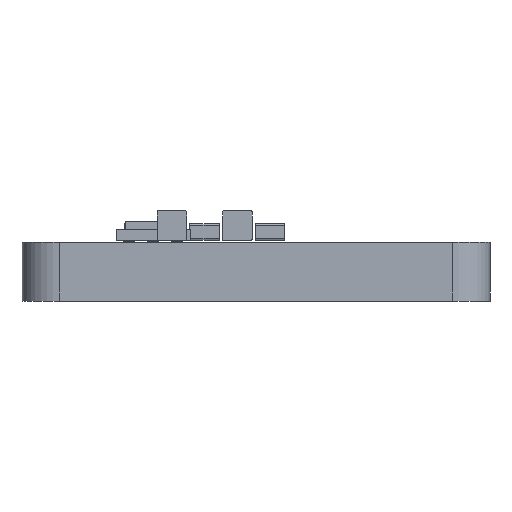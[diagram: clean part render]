
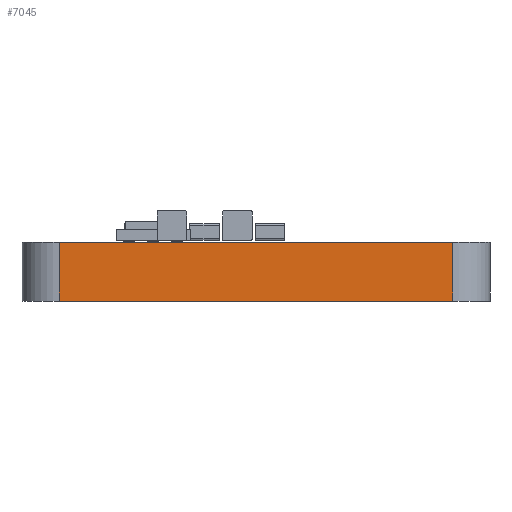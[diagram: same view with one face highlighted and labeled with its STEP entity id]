
A CAD part, left-side view. The second image highlights one B-rep face of the part: STEP entity #7045.
In plain terms, the highlighted planar face has unit normal (-1, 0, 0).
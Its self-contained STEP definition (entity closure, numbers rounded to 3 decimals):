
#6927 = EDGE_CURVE('',#6928,#6930,#6932,.T.);
#6928 = VERTEX_POINT('',#6929);
#6929 = CARTESIAN_POINT('',(132.08,-104.394,0.));
#6930 = VERTEX_POINT('',#6931);
#6931 = CARTESIAN_POINT('',(132.08,-104.394,1.6));
#6932 = SURFACE_CURVE('',#6933,(#6937,#6949),.PCURVE_S1.);
#6933 = LINE('',#6934,#6935);
#6934 = CARTESIAN_POINT('',(132.08,-104.394,0.));
#6935 = VECTOR('',#6936,1.);
#6936 = DIRECTION('',(0.,0.,1.));
#6937 = PCURVE('',#6938,#6943);
#6938 = CYLINDRICAL_SURFACE('',#6939,1.016);
#6939 = AXIS2_PLACEMENT_3D('',#6940,#6941,#6942);
#6940 = CARTESIAN_POINT('',(133.096,-104.394,0.));
#6941 = DIRECTION('',(0.,0.,-1.));
#6942 = DIRECTION('',(1.,0.,0.));
#6943 = DEFINITIONAL_REPRESENTATION('',(#6944),#6948);
#6944 = LINE('',#6945,#6946);
#6945 = CARTESIAN_POINT('',(-3.142,0.));
#6946 = VECTOR('',#6947,1.);
#6947 = DIRECTION('',(0.,-1.));
#6948 = ( GEOMETRIC_REPRESENTATION_CONTEXT(2) 
PARAMETRIC_REPRESENTATION_CONTEXT() REPRESENTATION_CONTEXT('2D SPACE',''
  ) );
#6949 = PCURVE('',#6950,#6955);
#6950 = PLANE('',#6951);
#6951 = AXIS2_PLACEMENT_3D('',#6952,#6953,#6954);
#6952 = CARTESIAN_POINT('',(132.08,-93.726,0.));
#6953 = DIRECTION('',(1.,0.,0.));
#6954 = DIRECTION('',(0.,-1.,0.));
#6955 = DEFINITIONAL_REPRESENTATION('',(#6956),#6960);
#6956 = LINE('',#6957,#6958);
#6957 = CARTESIAN_POINT('',(10.668,0.));
#6958 = VECTOR('',#6959,1.);
#6959 = DIRECTION('',(0.,-1.));
#6960 = ( GEOMETRIC_REPRESENTATION_CONTEXT(2) 
PARAMETRIC_REPRESENTATION_CONTEXT() REPRESENTATION_CONTEXT('2D SPACE',''
  ) );
#6979 = PLANE('',#6980);
#6980 = AXIS2_PLACEMENT_3D('',#6981,#6982,#6983);
#6981 = CARTESIAN_POINT('',(138.43,-99.06,1.6));
#6982 = DIRECTION('',(0.,0.,1.));
#6983 = DIRECTION('',(1.,0.,0.));
#7034 = PLANE('',#7035);
#7035 = AXIS2_PLACEMENT_3D('',#7036,#7037,#7038);
#7036 = CARTESIAN_POINT('',(138.43,-99.06,0.));
#7037 = DIRECTION('',(0.,0.,1.));
#7038 = DIRECTION('',(1.,0.,0.));
#7045 = ADVANCED_FACE('',(#7046),#6950,.F.);
#7046 = FACE_BOUND('',#7047,.F.);
#7047 = EDGE_LOOP('',(#7048,#7078,#7099,#7100));
#7048 = ORIENTED_EDGE('',*,*,#7049,.T.);
#7049 = EDGE_CURVE('',#7050,#7052,#7054,.T.);
#7050 = VERTEX_POINT('',#7051);
#7051 = CARTESIAN_POINT('',(132.08,-93.726,0.));
#7052 = VERTEX_POINT('',#7053);
#7053 = CARTESIAN_POINT('',(132.08,-93.726,1.6));
#7054 = SURFACE_CURVE('',#7055,(#7059,#7066),.PCURVE_S1.);
#7055 = LINE('',#7056,#7057);
#7056 = CARTESIAN_POINT('',(132.08,-93.726,0.));
#7057 = VECTOR('',#7058,1.);
#7058 = DIRECTION('',(0.,0.,1.));
#7059 = PCURVE('',#6950,#7060);
#7060 = DEFINITIONAL_REPRESENTATION('',(#7061),#7065);
#7061 = LINE('',#7062,#7063);
#7062 = CARTESIAN_POINT('',(0.,0.));
#7063 = VECTOR('',#7064,1.);
#7064 = DIRECTION('',(0.,-1.));
#7065 = ( GEOMETRIC_REPRESENTATION_CONTEXT(2) 
PARAMETRIC_REPRESENTATION_CONTEXT() REPRESENTATION_CONTEXT('2D SPACE',''
  ) );
#7066 = PCURVE('',#7067,#7072);
#7067 = CYLINDRICAL_SURFACE('',#7068,1.016);
#7068 = AXIS2_PLACEMENT_3D('',#7069,#7070,#7071);
#7069 = CARTESIAN_POINT('',(133.096,-93.726,0.));
#7070 = DIRECTION('',(0.,0.,-1.));
#7071 = DIRECTION('',(1.,0.,0.));
#7072 = DEFINITIONAL_REPRESENTATION('',(#7073),#7077);
#7073 = LINE('',#7074,#7075);
#7074 = CARTESIAN_POINT('',(-3.142,0.));
#7075 = VECTOR('',#7076,1.);
#7076 = DIRECTION('',(0.,-1.));
#7077 = ( GEOMETRIC_REPRESENTATION_CONTEXT(2) 
PARAMETRIC_REPRESENTATION_CONTEXT() REPRESENTATION_CONTEXT('2D SPACE',''
  ) );
#7078 = ORIENTED_EDGE('',*,*,#7079,.T.);
#7079 = EDGE_CURVE('',#7052,#6930,#7080,.T.);
#7080 = SURFACE_CURVE('',#7081,(#7085,#7092),.PCURVE_S1.);
#7081 = LINE('',#7082,#7083);
#7082 = CARTESIAN_POINT('',(132.08,-93.726,1.6));
#7083 = VECTOR('',#7084,1.);
#7084 = DIRECTION('',(0.,-1.,0.));
#7085 = PCURVE('',#6950,#7086);
#7086 = DEFINITIONAL_REPRESENTATION('',(#7087),#7091);
#7087 = LINE('',#7088,#7089);
#7088 = CARTESIAN_POINT('',(0.,-1.6));
#7089 = VECTOR('',#7090,1.);
#7090 = DIRECTION('',(1.,0.));
#7091 = ( GEOMETRIC_REPRESENTATION_CONTEXT(2) 
PARAMETRIC_REPRESENTATION_CONTEXT() REPRESENTATION_CONTEXT('2D SPACE',''
  ) );
#7092 = PCURVE('',#6979,#7093);
#7093 = DEFINITIONAL_REPRESENTATION('',(#7094),#7098);
#7094 = LINE('',#7095,#7096);
#7095 = CARTESIAN_POINT('',(-6.35,5.334));
#7096 = VECTOR('',#7097,1.);
#7097 = DIRECTION('',(0.,-1.));
#7098 = ( GEOMETRIC_REPRESENTATION_CONTEXT(2) 
PARAMETRIC_REPRESENTATION_CONTEXT() REPRESENTATION_CONTEXT('2D SPACE',''
  ) );
#7099 = ORIENTED_EDGE('',*,*,#6927,.F.);
#7100 = ORIENTED_EDGE('',*,*,#7101,.F.);
#7101 = EDGE_CURVE('',#7050,#6928,#7102,.T.);
#7102 = SURFACE_CURVE('',#7103,(#7107,#7114),.PCURVE_S1.);
#7103 = LINE('',#7104,#7105);
#7104 = CARTESIAN_POINT('',(132.08,-93.726,0.));
#7105 = VECTOR('',#7106,1.);
#7106 = DIRECTION('',(0.,-1.,0.));
#7107 = PCURVE('',#6950,#7108);
#7108 = DEFINITIONAL_REPRESENTATION('',(#7109),#7113);
#7109 = LINE('',#7110,#7111);
#7110 = CARTESIAN_POINT('',(0.,0.));
#7111 = VECTOR('',#7112,1.);
#7112 = DIRECTION('',(1.,0.));
#7113 = ( GEOMETRIC_REPRESENTATION_CONTEXT(2) 
PARAMETRIC_REPRESENTATION_CONTEXT() REPRESENTATION_CONTEXT('2D SPACE',''
  ) );
#7114 = PCURVE('',#7034,#7115);
#7115 = DEFINITIONAL_REPRESENTATION('',(#7116),#7120);
#7116 = LINE('',#7117,#7118);
#7117 = CARTESIAN_POINT('',(-6.35,5.334));
#7118 = VECTOR('',#7119,1.);
#7119 = DIRECTION('',(0.,-1.));
#7120 = ( GEOMETRIC_REPRESENTATION_CONTEXT(2) 
PARAMETRIC_REPRESENTATION_CONTEXT() REPRESENTATION_CONTEXT('2D SPACE',''
  ) );
